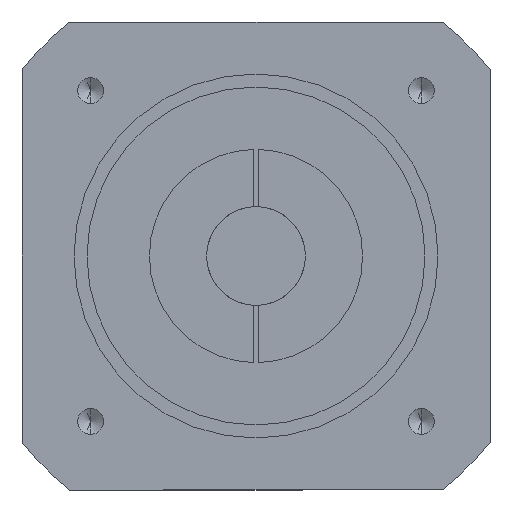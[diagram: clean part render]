
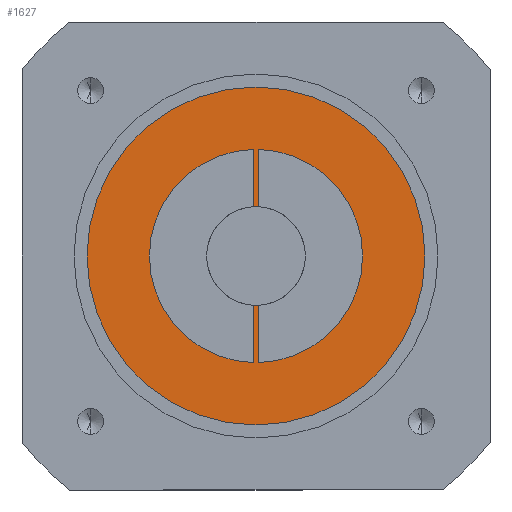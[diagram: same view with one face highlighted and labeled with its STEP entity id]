
A CAD part, front view. The second image highlights one B-rep face of the part: STEP entity #1627.
In plain terms, the highlighted planar face has unit normal (0, -1, 0).
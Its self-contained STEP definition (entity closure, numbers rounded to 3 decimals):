
#2 = VERTEX_POINT ( 'NONE', #2737 ) ;
#161 = DIRECTION ( 'NONE',  ( 0., 0., -1. ) ) ;
#168 = CARTESIAN_POINT ( 'NONE',  ( 14.5, -26.5, 0. ) ) ;
#225 = CARTESIAN_POINT ( 'NONE',  ( -0.5, -26.5, -9.487 ) ) ;
#243 = DIRECTION ( 'NONE',  ( 0., 0., -1. ) ) ;
#244 = DIRECTION ( 'NONE',  ( 0., -1., 0. ) ) ;
#265 = DIRECTION ( 'NONE',  ( 0., -1., 0. ) ) ;
#289 = VERTEX_POINT ( 'NONE', #2082 ) ;
#304 = CARTESIAN_POINT ( 'NONE',  ( 0., -26.5, 0. ) ) ;
#318 = CARTESIAN_POINT ( 'NONE',  ( -0.5, -26.5, 14.491 ) ) ;
#323 = DIRECTION ( 'NONE',  ( 0., 0., 1. ) ) ;
#351 = VECTOR ( 'NONE', #1597, 1000. ) ;
#357 = EDGE_LOOP ( 'NONE', ( #1264, #1088 ) ) ;
#372 = LINE ( 'NONE', #1048, #2289 ) ;
#378 = CARTESIAN_POINT ( 'NONE',  ( 0., -26.5, 0. ) ) ;
#393 = EDGE_CURVE ( 'NONE', #289, #644, #874, .T. ) ;
#429 = DIRECTION ( 'NONE',  ( 0., -1., 0. ) ) ;
#442 = LINE ( 'NONE', #457, #351 ) ;
#448 = CIRCLE ( 'NONE', #2141, 32.5 ) ;
#457 = CARTESIAN_POINT ( 'NONE',  ( -0.5, -26.5, 28.309 ) ) ;
#587 = VERTEX_POINT ( 'NONE', #689 ) ;
#623 = ORIENTED_EDGE ( 'NONE', *, *, #1498, .T. ) ;
#644 = VERTEX_POINT ( 'NONE', #764 ) ;
#648 = ORIENTED_EDGE ( 'NONE', *, *, #2635, .F. ) ;
#689 = CARTESIAN_POINT ( 'NONE',  ( 0., -26.5, 9.5 ) ) ;
#703 = CIRCLE ( 'NONE', #2294, 32.5 ) ;
#711 = VERTEX_POINT ( 'NONE', #1435 ) ;
#764 = CARTESIAN_POINT ( 'NONE',  ( 0.5, -26.5, 14.491 ) ) ;
#812 = AXIS2_PLACEMENT_3D ( 'NONE', #890, #265, #1795 ) ;
#874 = CIRCLE ( 'NONE', #2305, 14.5 ) ;
#890 = CARTESIAN_POINT ( 'NONE',  ( 0., -26.5, 0. ) ) ;
#929 = LINE ( 'NONE', #1837, #1070 ) ;
#971 = CARTESIAN_POINT ( 'NONE',  ( 0.5, -26.5, 9.487 ) ) ;
#981 = DIRECTION ( 'NONE',  ( 0., 0., -1. ) ) ;
#1027 = ORIENTED_EDGE ( 'NONE', *, *, #1959, .F. ) ;
#1048 = CARTESIAN_POINT ( 'NONE',  ( -0.5, -26.5, 28.309 ) ) ;
#1070 = VECTOR ( 'NONE', #2602, 1000. ) ;
#1088 = ORIENTED_EDGE ( 'NONE', *, *, #2653, .T. ) ;
#1224 = FACE_OUTER_BOUND ( 'NONE', #357, .T. ) ;
#1226 = EDGE_CURVE ( 'NONE', #1495, #711, #442, .T. ) ;
#1255 = VERTEX_POINT ( 'NONE', #1381 ) ;
#1264 = ORIENTED_EDGE ( 'NONE', *, *, #1721, .T. ) ;
#1339 = ORIENTED_EDGE ( 'NONE', *, *, #393, .F. ) ;
#1376 = EDGE_CURVE ( 'NONE', #1495, #1547, #2761, .T. ) ;
#1381 = CARTESIAN_POINT ( 'NONE',  ( 0., -26.5, 32.5 ) ) ;
#1430 = ORIENTED_EDGE ( 'NONE', *, *, #1226, .T. ) ;
#1435 = CARTESIAN_POINT ( 'NONE',  ( -0.5, -26.5, 9.487 ) ) ;
#1453 = ORIENTED_EDGE ( 'NONE', *, *, #2429, .F. ) ;
#1461 = EDGE_CURVE ( 'NONE', #289, #2423, #2541, .T. ) ;
#1490 = PLANE ( 'NONE',  #2491 ) ;
#1495 = VERTEX_POINT ( 'NONE', #318 ) ;
#1498 = EDGE_CURVE ( 'NONE', #1557, #644, #929, .T. ) ;
#1499 = FACE_BOUND ( 'NONE', #2634, .T. ) ;
#1547 = VERTEX_POINT ( 'NONE', #1624 ) ;
#1557 = VERTEX_POINT ( 'NONE', #971 ) ;
#1573 = DIRECTION ( 'NONE',  ( 0., 0., -1. ) ) ;
#1597 = DIRECTION ( 'NONE',  ( 0., 0., -1. ) ) ;
#1624 = CARTESIAN_POINT ( 'NONE',  ( -0.5, -26.5, -14.491 ) ) ;
#1627 = ADVANCED_FACE ( 'NONE', ( #1499, #1224 ), #1490, .F. ) ;
#1701 = CARTESIAN_POINT ( 'NONE',  ( 0.5, -26.5, -9.487 ) ) ;
#1707 = EDGE_CURVE ( 'NONE', #2595, #1547, #372, .T. ) ;
#1709 = ORIENTED_EDGE ( 'NONE', *, *, #1461, .T. ) ;
#1721 = EDGE_CURVE ( 'NONE', #2394, #1255, #448, .T. ) ;
#1729 = CARTESIAN_POINT ( 'NONE',  ( 0., -26.5, -32.5 ) ) ;
#1795 = DIRECTION ( 'NONE',  ( 0., 0., 1. ) ) ;
#1828 = VECTOR ( 'NONE', #2865, 1000. ) ;
#1837 = CARTESIAN_POINT ( 'NONE',  ( 0.5, -26.5, 28.309 ) ) ;
#1855 = CARTESIAN_POINT ( 'NONE',  ( 0., -26.5, 0. ) ) ;
#1859 = DIRECTION ( 'NONE',  ( 0., -1., 0. ) ) ;
#1866 = DIRECTION ( 'NONE',  ( 0., 0., 1. ) ) ;
#1894 = CIRCLE ( 'NONE', #2338, 9.5 ) ;
#1916 = AXIS2_PLACEMENT_3D ( 'NONE', #378, #429, #323 ) ;
#1959 = EDGE_CURVE ( 'NONE', #1557, #587, #2014, .T. ) ;
#1994 = CARTESIAN_POINT ( 'NONE',  ( 0., -26.5, 0. ) ) ;
#1996 = CARTESIAN_POINT ( 'NONE',  ( 0., -26.5, 0. ) ) ;
#2010 = CIRCLE ( 'NONE', #2043, 9.5 ) ;
#2014 = CIRCLE ( 'NONE', #812, 9.5 ) ;
#2042 = DIRECTION ( 'NONE',  ( 0., 0., 1. ) ) ;
#2043 = AXIS2_PLACEMENT_3D ( 'NONE', #1996, #2076, #2042 ) ;
#2076 = DIRECTION ( 'NONE',  ( 0., -1., 0. ) ) ;
#2082 = CARTESIAN_POINT ( 'NONE',  ( 0.5, -26.5, -14.491 ) ) ;
#2141 = AXIS2_PLACEMENT_3D ( 'NONE', #304, #244, #161 ) ;
#2163 = DIRECTION ( 'NONE',  ( 0., 0., -1. ) ) ;
#2194 = DIRECTION ( 'NONE',  ( 0., -1., 0. ) ) ;
#2205 = DIRECTION ( 'NONE',  ( 0., -1., 0. ) ) ;
#2272 = CARTESIAN_POINT ( 'NONE',  ( 0.5, -26.5, 28.309 ) ) ;
#2289 = VECTOR ( 'NONE', #1573, 1000. ) ;
#2294 = AXIS2_PLACEMENT_3D ( 'NONE', #2392, #2205, #2163 ) ;
#2305 = AXIS2_PLACEMENT_3D ( 'NONE', #1994, #2686, #243 ) ;
#2336 = ORIENTED_EDGE ( 'NONE', *, *, #1376, .F. ) ;
#2338 = AXIS2_PLACEMENT_3D ( 'NONE', #1855, #1859, #1866 ) ;
#2392 = CARTESIAN_POINT ( 'NONE',  ( 0., -26.5, 0. ) ) ;
#2394 = VERTEX_POINT ( 'NONE', #1729 ) ;
#2423 = VERTEX_POINT ( 'NONE', #1701 ) ;
#2429 = EDGE_CURVE ( 'NONE', #2595, #2, #1894, .T. ) ;
#2443 = EDGE_CURVE ( 'NONE', #2, #2423, #2010, .T. ) ;
#2491 = AXIS2_PLACEMENT_3D ( 'NONE', #168, #2951, #2789 ) ;
#2541 = LINE ( 'NONE', #2272, #1828 ) ;
#2595 = VERTEX_POINT ( 'NONE', #225 ) ;
#2602 = DIRECTION ( 'NONE',  ( 0., 0., 1. ) ) ;
#2605 = ORIENTED_EDGE ( 'NONE', *, *, #1707, .T. ) ;
#2634 = EDGE_LOOP ( 'NONE', ( #2336, #1430, #648, #1027, #623, #1339, #1709, #2707, #1453, #2605 ) ) ;
#2635 = EDGE_CURVE ( 'NONE', #587, #711, #2837, .T. ) ;
#2653 = EDGE_CURVE ( 'NONE', #1255, #2394, #703, .T. ) ;
#2686 = DIRECTION ( 'NONE',  ( 0., -1., 0. ) ) ;
#2707 = ORIENTED_EDGE ( 'NONE', *, *, #2443, .F. ) ;
#2737 = CARTESIAN_POINT ( 'NONE',  ( 0., -26.5, -9.5 ) ) ;
#2761 = CIRCLE ( 'NONE', #2878, 14.5 ) ;
#2789 = DIRECTION ( 'NONE',  ( 0., 0., 1. ) ) ;
#2837 = CIRCLE ( 'NONE', #1916, 9.5 ) ;
#2850 = CARTESIAN_POINT ( 'NONE',  ( 0., -26.5, 0. ) ) ;
#2865 = DIRECTION ( 'NONE',  ( 0., 0., 1. ) ) ;
#2878 = AXIS2_PLACEMENT_3D ( 'NONE', #2850, #2194, #981 ) ;
#2951 = DIRECTION ( 'NONE',  ( 0., 1., 0. ) ) ;
